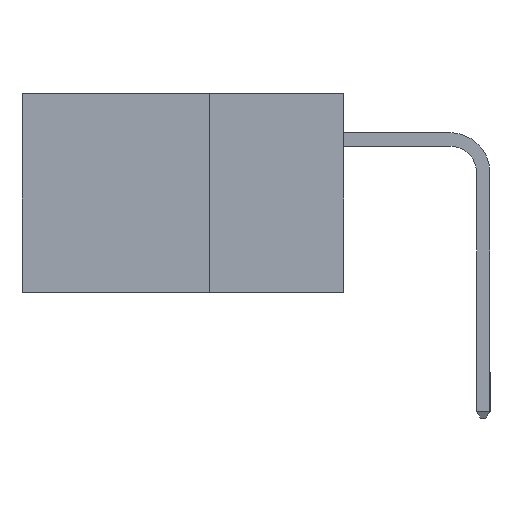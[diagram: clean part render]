
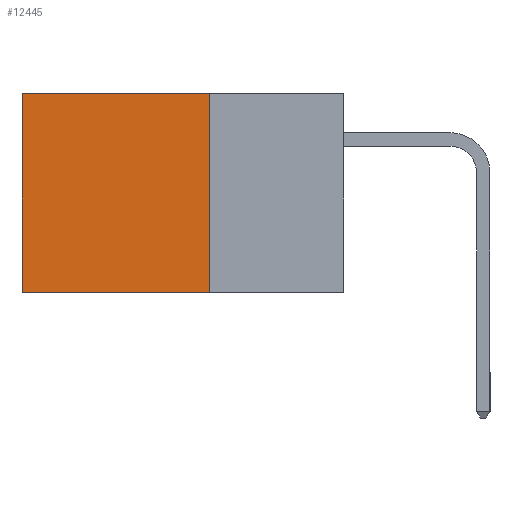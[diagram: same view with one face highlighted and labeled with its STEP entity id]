
A CAD part, left-side view. The second image highlights one B-rep face of the part: STEP entity #12445.
In plain terms, the highlighted planar face has unit normal (-1, 0, 0).
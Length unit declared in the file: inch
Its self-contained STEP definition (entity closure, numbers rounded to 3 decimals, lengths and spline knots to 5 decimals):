
#115 = LINE ( 'NONE', #4330, #2536 ) ;
#599 = VERTEX_POINT ( 'NONE', #5312 ) ;
#1504 = DIRECTION ( 'NONE',  ( 0., 0., -1. ) ) ;
#1565 = DIRECTION ( 'NONE',  ( 0., 0., -1. ) ) ;
#1584 = CARTESIAN_POINT ( 'NONE',  ( 0.2615, 0.25, -0.37 ) ) ;
#1691 = CARTESIAN_POINT ( 'NONE',  ( 0.2615, 0.25, 0. ) ) ;
#2152 = EDGE_CURVE ( 'NONE', #3857, #599, #5495, .T. ) ;
#2409 = FACE_OUTER_BOUND ( 'NONE', #8075, .T. ) ;
#2536 = VECTOR ( 'NONE', #13669, 39.37008 ) ;
#3197 = AXIS2_PLACEMENT_3D ( 'NONE', #3648, #5604, #1565 ) ;
#3648 = CARTESIAN_POINT ( 'NONE',  ( 0.2615, 0.25, -0.37 ) ) ;
#3650 = LINE ( 'NONE', #8858, #9928 ) ;
#3829 = ORIENTED_EDGE ( 'NONE', *, *, #9571, .F. ) ;
#3857 = VERTEX_POINT ( 'NONE', #1691 ) ;
#4330 = CARTESIAN_POINT ( 'NONE',  ( 0.2615, 0.6, -0.37 ) ) ;
#4395 = VERTEX_POINT ( 'NONE', #5648 ) ;
#4948 = EDGE_CURVE ( 'NONE', #12360, #4395, #5629, .T. ) ;
#5312 = CARTESIAN_POINT ( 'NONE',  ( 0.2615, 0.6, 0. ) ) ;
#5431 = DIRECTION ( 'NONE',  ( 0., 1., 0. ) ) ;
#5495 = LINE ( 'NONE', #6256, #12532 ) ;
#5597 = ORIENTED_EDGE ( 'NONE', *, *, #11727, .T. ) ;
#5604 = DIRECTION ( 'NONE',  ( 1., 0., 0. ) ) ;
#5629 = LINE ( 'NONE', #1584, #9165 ) ;
#5648 = CARTESIAN_POINT ( 'NONE',  ( 0.2615, 0.6, -0.37 ) ) ;
#5682 = PLANE ( 'NONE',  #3197 ) ;
#6256 = CARTESIAN_POINT ( 'NONE',  ( 0.2615, 0.25, 0. ) ) ;
#6875 = ORIENTED_EDGE ( 'NONE', *, *, #2152, .T. ) ;
#8075 = EDGE_LOOP ( 'NONE', ( #5597, #13342, #3829, #6875 ) ) ;
#8858 = CARTESIAN_POINT ( 'NONE',  ( 0.2615, 0.25, -0.37 ) ) ;
#9165 = VECTOR ( 'NONE', #10967, 39.37008 ) ;
#9571 = EDGE_CURVE ( 'NONE', #3857, #12360, #3650, .T. ) ;
#9928 = VECTOR ( 'NONE', #1504, 39.37008 ) ;
#10967 = DIRECTION ( 'NONE',  ( 0., 1., 0. ) ) ;
#11727 = EDGE_CURVE ( 'NONE', #599, #4395, #115, .T. ) ;
#12360 = VERTEX_POINT ( 'NONE', #13508 ) ;
#12445 = ADVANCED_FACE ( 'NONE', ( #2409 ), #5682, .F. ) ;
#12532 = VECTOR ( 'NONE', #5431, 39.37008 ) ;
#13342 = ORIENTED_EDGE ( 'NONE', *, *, #4948, .F. ) ;
#13508 = CARTESIAN_POINT ( 'NONE',  ( 0.2615, 0.25, -0.37 ) ) ;
#13669 = DIRECTION ( 'NONE',  ( 0., 0., -1. ) ) ;
